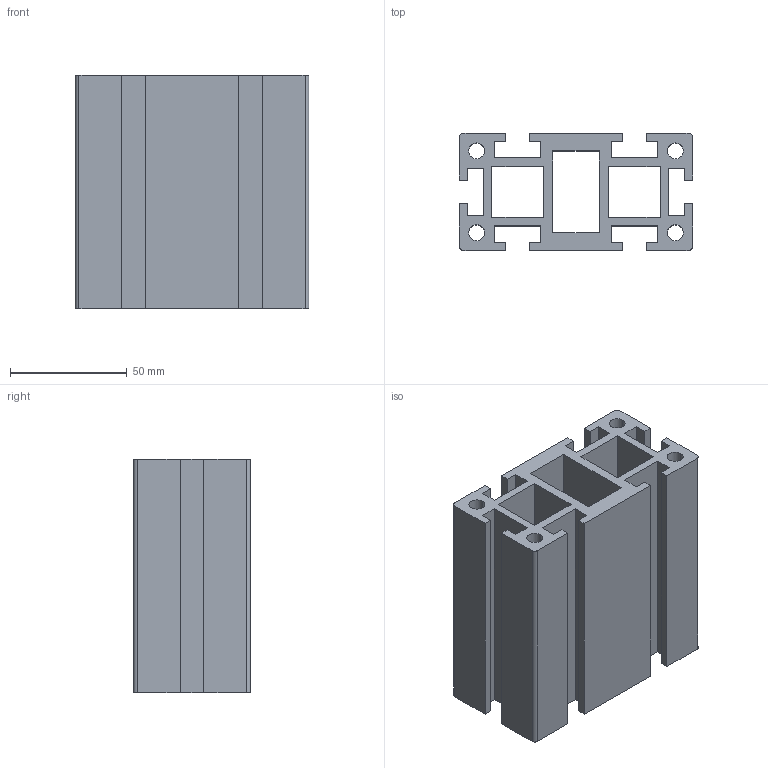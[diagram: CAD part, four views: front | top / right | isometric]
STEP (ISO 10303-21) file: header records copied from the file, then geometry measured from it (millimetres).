
FILE_DESCRIPTION(('Creo Elements/Direct Modeling STEP Export'),'2;1');
FILE_NAME('55.0030_Rechteckprofil-MMS-55_50x100mm.stp','2022-03-21T 8:05:56',(''),(''),'PTC Creo Elements/Direct Modeling STEP processor for AP214 (Solid Model)','PTC Creo Elements/Direct Modeling 19.0C 15-Aug-2015 (C) Parametric Technology GmbH','');
FILE_SCHEMA(('AUTOMOTIVE_DESIGN { 1 0 10303 214 1 1 1 1 }'));
Length unit declared in the file: millimetre
Products named in the file (1): Rechteckprofil-MMS-55_50x100mm_55.0030_PX175912
Bounding box: 100 x 50 x 100 mm (x, y, z)
Volume: 213453.5 mm3; surface area: 95739.5 mm2
Topology: 1 solids, 1 shells, 78 faces, 232 edges, 156 vertices
Faces by surface type: plane 66, cylinder 12
Entity records: 2586 total; most frequent: ORIENTED_EDGE 464, CARTESIAN_POINT 455, DIRECTION 394, EDGE_CURVE 232, VECTOR 204, LINE 204, VERTEX_POINT 156, AXIS2_PLACEMENT_3D 95
